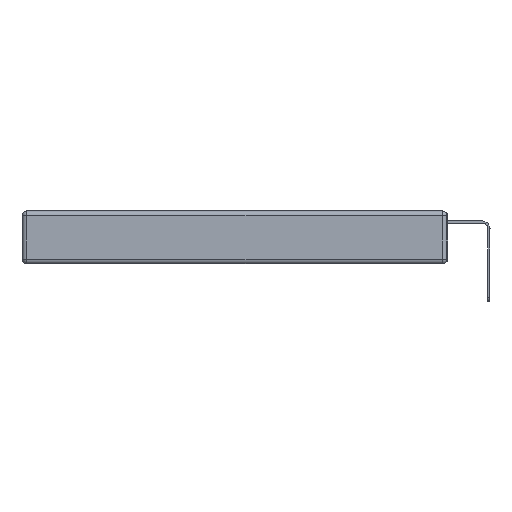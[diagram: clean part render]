
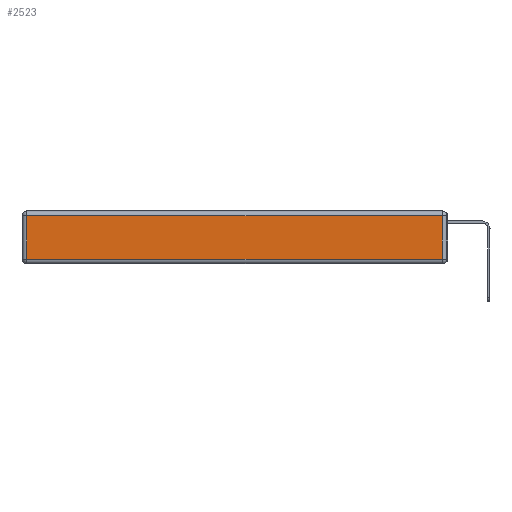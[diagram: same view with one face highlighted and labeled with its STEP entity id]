
A CAD part, left-side view. The second image highlights one B-rep face of the part: STEP entity #2523.
In plain terms, the highlighted planar face has unit normal (-1, 0, 0).
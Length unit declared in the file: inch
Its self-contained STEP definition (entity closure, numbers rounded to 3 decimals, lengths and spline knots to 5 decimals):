
#2262 = LINE ( 'NONE', #18984, #11422 ) ;
#2523 = ADVANCED_FACE ( 'NONE', ( #14078 ), #24324, .T. ) ;
#3140 = VERTEX_POINT ( 'NONE', #13762 ) ;
#3247 = VERTEX_POINT ( 'NONE', #18071 ) ;
#3548 = DIRECTION ( 'NONE',  ( 0., 0., 1. ) ) ;
#3665 = EDGE_CURVE ( 'NONE', #5022, #3140, #20553, .T. ) ;
#5022 = VERTEX_POINT ( 'NONE', #21237 ) ;
#7567 = EDGE_LOOP ( 'NONE', ( #23814, #15128, #8324, #17472 ) ) ;
#8324 = ORIENTED_EDGE ( 'NONE', *, *, #3665, .T. ) ;
#10083 = VECTOR ( 'NONE', #12449, 39.37008 ) ;
#10286 = VECTOR ( 'NONE', #16024, 39.37008 ) ;
#11024 = DIRECTION ( 'NONE',  ( 0., 0., -1. ) ) ;
#11422 = VECTOR ( 'NONE', #21289, 39.37008 ) ;
#12000 = EDGE_CURVE ( 'NONE', #17417, #3247, #2262, .T. ) ;
#12348 = CARTESIAN_POINT ( 'NONE',  ( 0., 2.75, -0.03 ) ) ;
#12449 = DIRECTION ( 'NONE',  ( 0., 1., 0. ) ) ;
#13028 = CARTESIAN_POINT ( 'NONE',  ( 0., 2.72, -0.343 ) ) ;
#13762 = CARTESIAN_POINT ( 'NONE',  ( 0., 2.72, -0.03 ) ) ;
#13950 = DIRECTION ( 'NONE',  ( -1., 0., 0. ) ) ;
#14078 = FACE_OUTER_BOUND ( 'NONE', #7567, .T. ) ;
#15128 = ORIENTED_EDGE ( 'NONE', *, *, #25565, .T. ) ;
#16024 = DIRECTION ( 'NONE',  ( 0., 0., 1. ) ) ;
#16990 = EDGE_CURVE ( 'NONE', #3140, #17417, #18055, .T. ) ;
#17155 = LINE ( 'NONE', #18376, #10286 ) ;
#17417 = VERTEX_POINT ( 'NONE', #22705 ) ;
#17472 = ORIENTED_EDGE ( 'NONE', *, *, #16990, .T. ) ;
#18055 = LINE ( 'NONE', #13028, #25608 ) ;
#18071 = CARTESIAN_POINT ( 'NONE',  ( 0., 0.03, -0.313 ) ) ;
#18376 = CARTESIAN_POINT ( 'NONE',  ( 0., 0.03, -0.343 ) ) ;
#18984 = CARTESIAN_POINT ( 'NONE',  ( 0., 0., -0.313 ) ) ;
#20553 = LINE ( 'NONE', #12348, #10083 ) ;
#21237 = CARTESIAN_POINT ( 'NONE',  ( 0., 0.03, -0.03 ) ) ;
#21289 = DIRECTION ( 'NONE',  ( 0., -1., 0. ) ) ;
#22705 = CARTESIAN_POINT ( 'NONE',  ( 0., 2.72, -0.313 ) ) ;
#23814 = ORIENTED_EDGE ( 'NONE', *, *, #12000, .T. ) ;
#24324 = PLANE ( 'NONE',  #25122 ) ;
#25122 = AXIS2_PLACEMENT_3D ( 'NONE', #26511, #13950, #3548 ) ;
#25565 = EDGE_CURVE ( 'NONE', #3247, #5022, #17155, .T. ) ;
#25608 = VECTOR ( 'NONE', #11024, 39.37008 ) ;
#26511 = CARTESIAN_POINT ( 'NONE',  ( 0., 0., -0.343 ) ) ;
